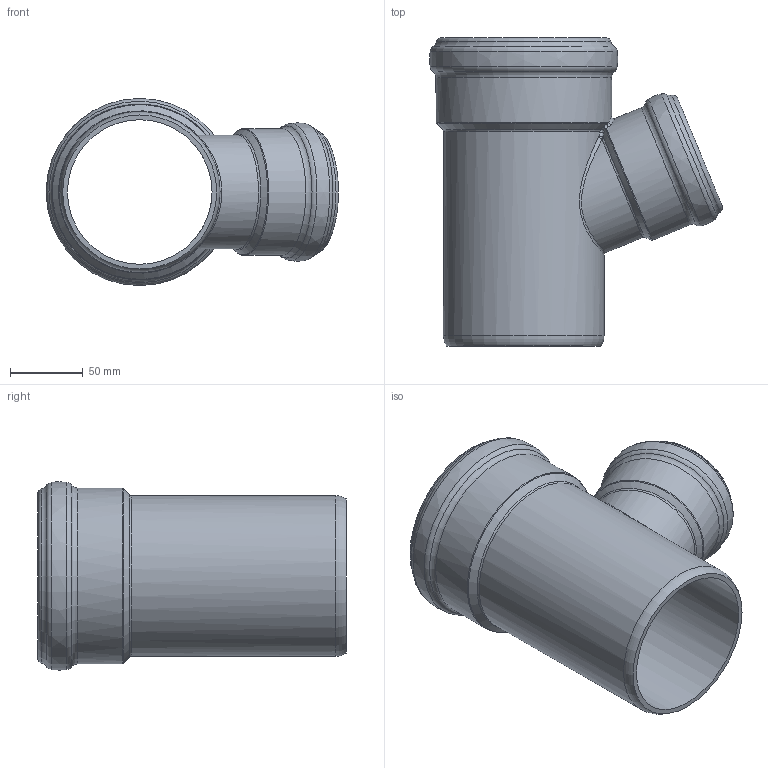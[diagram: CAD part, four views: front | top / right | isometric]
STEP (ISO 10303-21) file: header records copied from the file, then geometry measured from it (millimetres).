
FILE_DESCRIPTION(/* description */ (''),/* implementation_level */ '2;1');
FILE_NAME(/* name */ '335310 SKOLANsafeEA Abzweiger DN_OD 110_78_67°.stp',/* time_stamp */ '2018-01-09T11:44:46+01:00',/* author */ ('user1'),/* organization */ (''),/* preprocessor_version */ 'ST-DEVELOPER v16.1',/* originating_system */ 'Autodesk Inventor 2016',/* authorisation */ '');
FILE_SCHEMA (('AUTOMOTIVE_DESIGN { 1 0 10303 214 3 1 1 }'));
Length unit declared in the file: millimetre
Products named in the file (1): 335310 SKOLANsafeEA Abzweiger DN_OD 110_78_67°
Bounding box: 200.67 x 211.2 x 129 mm (x, y, z)
Volume: 456564.9 mm3; surface area: 185470.5 mm2
Topology: 1 solids, 1 shells, 70 faces, 160 edges, 87 vertices
Faces by surface type: torus 29, bspline 20, cylinder 12, cone 8, plane 1
Full cylindrical faces by diameter (mm): 68.7 x1, 78.4 x1, 78.7 x1, 87 x1, 87.6 x1, 99.1 x1, 110.1 x1, 110.4 x1, 110.7 x1, 120.4 x1, 120.6 x1
Entity records: 2827 total; most frequent: CARTESIAN_POINT 1547, DIRECTION 244, ORIENTED_EDGE 220, AXIS2_PLACEMENT_3D 122, EDGE_LOOP 114, EDGE_CURVE 110, VERTEX_POINT 82, CIRCLE 71
